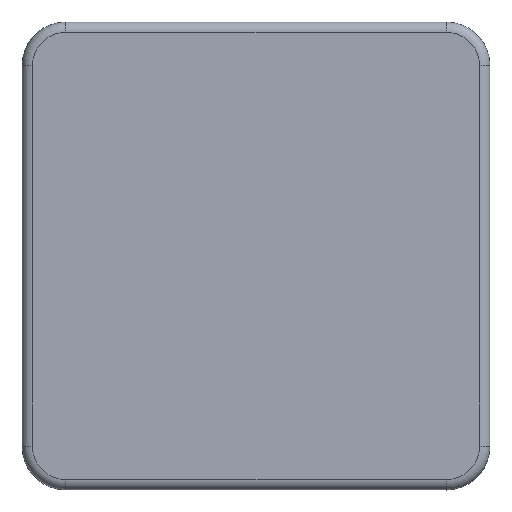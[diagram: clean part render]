
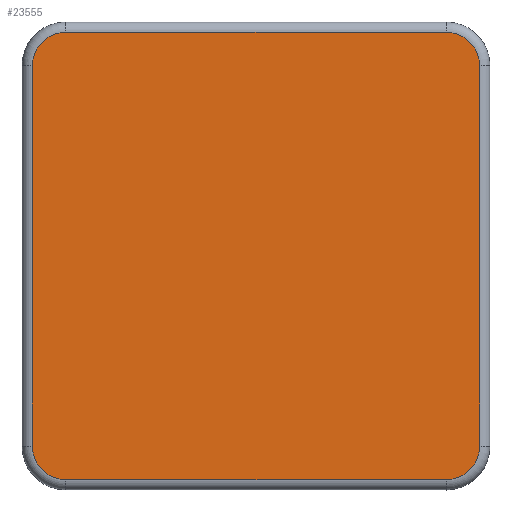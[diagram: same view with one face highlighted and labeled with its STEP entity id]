
A CAD part, top view. The second image highlights one B-rep face of the part: STEP entity #23555.
In plain terms, the highlighted planar face has unit normal (0, 0, 1).
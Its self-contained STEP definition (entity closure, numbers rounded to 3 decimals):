
#23323 = VERTEX_POINT('',#23324);
#23324 = CARTESIAN_POINT('',(-1.15,13.,2.25));
#23331 = EDGE_CURVE('',#23323,#23332,#23334,.T.);
#23332 = VERTEX_POINT('',#23333);
#23333 = CARTESIAN_POINT('',(-1.15,0.,2.25));
#23334 = LINE('',#23335,#23336);
#23335 = CARTESIAN_POINT('',(-1.15,13.,2.25));
#23336 = VECTOR('',#23337,1.);
#23337 = DIRECTION('',(0.,-1.,0.));
#23534 = VERTEX_POINT('',#23535);
#23535 = CARTESIAN_POINT('',(0.,14.15,2.25));
#23544 = EDGE_CURVE('',#23534,#23323,#23545,.T.);
#23545 = CIRCLE('',#23546,1.15);
#23546 = AXIS2_PLACEMENT_3D('',#23547,#23548,#23549);
#23547 = CARTESIAN_POINT('',(0.,13.,2.25));
#23548 = DIRECTION('',(0.,-0.,1.));
#23549 = DIRECTION('',(0.,1.,0.));
#23555 = ADVANCED_FACE('',(#23556),#23609,.T.);
#23556 = FACE_BOUND('',#23557,.T.);
#23557 = EDGE_LOOP('',(#23558,#23559,#23568,#23576,#23585,#23593,#23602,
    #23608));
#23558 = ORIENTED_EDGE('',*,*,#23331,.T.);
#23559 = ORIENTED_EDGE('',*,*,#23560,.T.);
#23560 = EDGE_CURVE('',#23332,#23561,#23563,.T.);
#23561 = VERTEX_POINT('',#23562);
#23562 = CARTESIAN_POINT('',(0.,-1.15,2.25));
#23563 = CIRCLE('',#23564,1.15);
#23564 = AXIS2_PLACEMENT_3D('',#23565,#23566,#23567);
#23565 = CARTESIAN_POINT('',(0.,0.,2.25));
#23566 = DIRECTION('',(0.,0.,1.));
#23567 = DIRECTION('',(-1.,0.,0.));
#23568 = ORIENTED_EDGE('',*,*,#23569,.T.);
#23569 = EDGE_CURVE('',#23561,#23570,#23572,.T.);
#23570 = VERTEX_POINT('',#23571);
#23571 = CARTESIAN_POINT('',(13.,-1.15,2.25));
#23572 = LINE('',#23573,#23574);
#23573 = CARTESIAN_POINT('',(0.,-1.15,2.25));
#23574 = VECTOR('',#23575,1.);
#23575 = DIRECTION('',(1.,0.,0.));
#23576 = ORIENTED_EDGE('',*,*,#23577,.T.);
#23577 = EDGE_CURVE('',#23570,#23578,#23580,.T.);
#23578 = VERTEX_POINT('',#23579);
#23579 = CARTESIAN_POINT('',(14.15,0.,2.25));
#23580 = CIRCLE('',#23581,1.15);
#23581 = AXIS2_PLACEMENT_3D('',#23582,#23583,#23584);
#23582 = CARTESIAN_POINT('',(13.,0.,2.25));
#23583 = DIRECTION('',(-0.,0.,1.));
#23584 = DIRECTION('',(0.,-1.,0.));
#23585 = ORIENTED_EDGE('',*,*,#23586,.T.);
#23586 = EDGE_CURVE('',#23578,#23587,#23589,.T.);
#23587 = VERTEX_POINT('',#23588);
#23588 = CARTESIAN_POINT('',(14.15,13.,2.25));
#23589 = LINE('',#23590,#23591);
#23590 = CARTESIAN_POINT('',(14.15,0.,2.25));
#23591 = VECTOR('',#23592,1.);
#23592 = DIRECTION('',(0.,1.,0.));
#23593 = ORIENTED_EDGE('',*,*,#23594,.T.);
#23594 = EDGE_CURVE('',#23587,#23595,#23597,.T.);
#23595 = VERTEX_POINT('',#23596);
#23596 = CARTESIAN_POINT('',(13.,14.15,2.25));
#23597 = CIRCLE('',#23598,1.15);
#23598 = AXIS2_PLACEMENT_3D('',#23599,#23600,#23601);
#23599 = CARTESIAN_POINT('',(13.,13.,2.25));
#23600 = DIRECTION('',(0.,0.,1.));
#23601 = DIRECTION('',(1.,0.,-0.));
#23602 = ORIENTED_EDGE('',*,*,#23603,.T.);
#23603 = EDGE_CURVE('',#23595,#23534,#23604,.T.);
#23604 = LINE('',#23605,#23606);
#23605 = CARTESIAN_POINT('',(13.,14.15,2.25));
#23606 = VECTOR('',#23607,1.);
#23607 = DIRECTION('',(-1.,0.,0.));
#23608 = ORIENTED_EDGE('',*,*,#23544,.T.);
#23609 = PLANE('',#23610);
#23610 = AXIS2_PLACEMENT_3D('',#23611,#23612,#23613);
#23611 = CARTESIAN_POINT('',(6.5,6.5,2.25));
#23612 = DIRECTION('',(0.,0.,1.));
#23613 = DIRECTION('',(1.,0.,0.));
